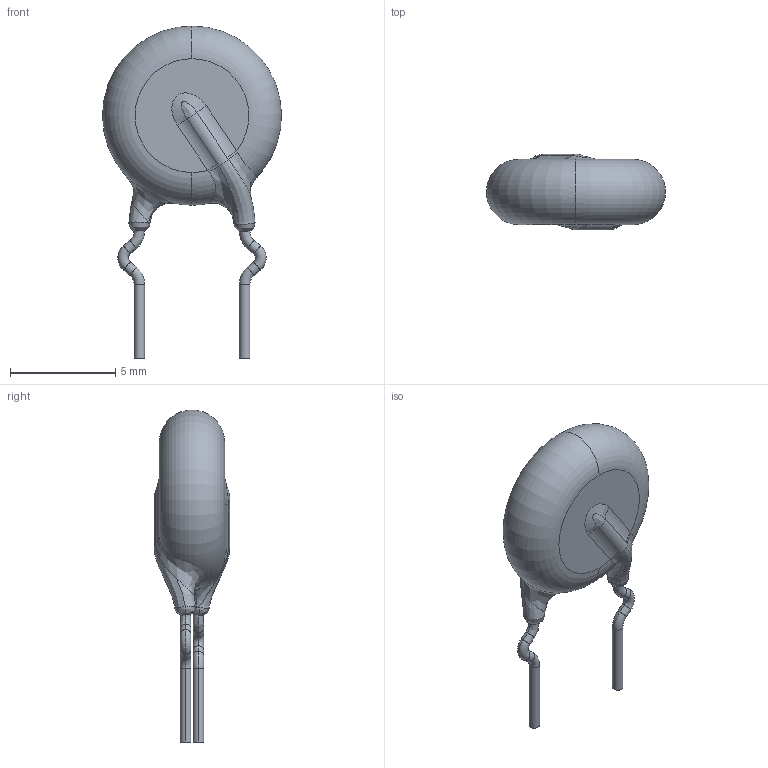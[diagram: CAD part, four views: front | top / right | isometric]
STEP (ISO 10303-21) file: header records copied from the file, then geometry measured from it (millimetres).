
FILE_DESCRIPTION (( 'STEP AP214' ), '1' );
FILE_NAME ('RES-TH_L8.5-W3.6-H11.5-P5.00-D0.6-S0.60.step', '2022-07-28T10:15:17', ( '' ), ( '' ), 'SwSTEP 2.0', 'SolidWorks 2020', '' );
FILE_SCHEMA (( 'AUTOMOTIVE_DESIGN' ));
Length unit declared in the file: millimetre
Products named in the file (1): RES-TH_L8.5-W3.6-H11.5-P5.00-D0.6-S0.60
Bounding box: 8.49 x 3.6 x 15.75 mm (x, y, z)
Volume: 159.6 mm3; surface area: 192.3 mm2
Topology: 1 solids, 1 shells, 284 faces, 753 edges, 490 vertices
Faces by surface type: plane 130, bspline 126, cylinder 18, torus 10
Entity records: 16007 total; most frequent: CARTESIAN_POINT 6650, ORIENTED_EDGE 1506, DIRECTION 885, EDGE_CURVE 753, VERTEX_POINT 490, LINE 439, VECTOR 439, EDGE_LOOP 303
